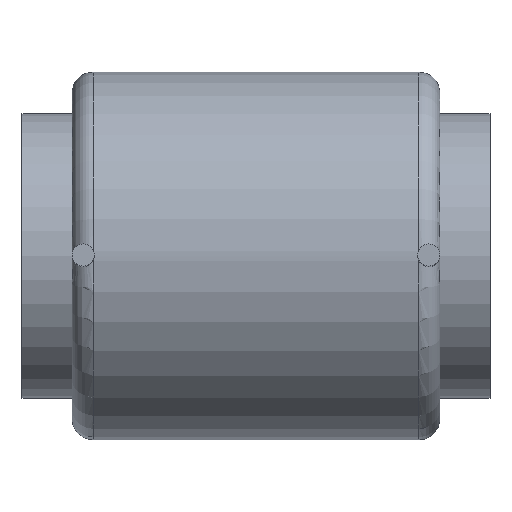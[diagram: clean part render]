
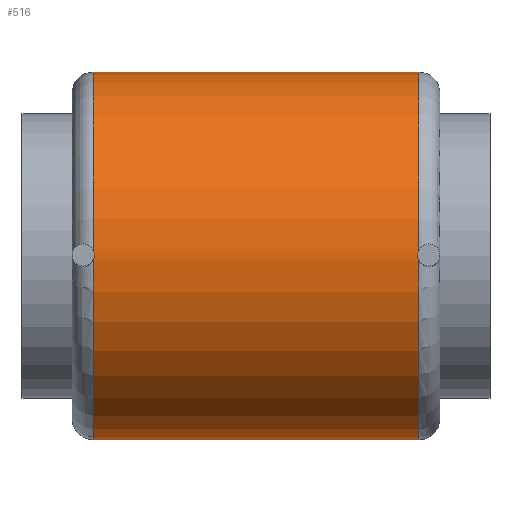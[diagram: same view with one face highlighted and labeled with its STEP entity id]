
A CAD part, top view. The second image highlights one B-rep face of the part: STEP entity #516.
In plain terms, the highlighted cylindrical face has radius 11.176 mm (diameter 22.352 mm), a partial arc.
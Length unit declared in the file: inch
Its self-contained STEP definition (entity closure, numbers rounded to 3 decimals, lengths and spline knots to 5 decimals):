
#74=CARTESIAN_POINT('',(0.39,0.01225,0.43983));
#89=CARTESIAN_POINT('',(0.39,-0.01225,0.43983));
#123=DIRECTION('',(1.,0.,0.));
#124=VECTOR('',#123,0.78);
#125=CARTESIAN_POINT('',(-0.39,-0.44,0.));
#126=LINE('',#125,#124);
#127=CARTESIAN_POINT('',(-0.39,-0.01225,0.43983));
#128=CARTESIAN_POINT('',(-0.38951,-0.01131,
0.43986));
#129=CARTESIAN_POINT('',(-0.38865,-0.00938,
0.4399));
#130=CARTESIAN_POINT('',(-0.38768,-0.00625,
0.43996));
#131=CARTESIAN_POINT('',(-0.38711,-0.00304,
0.43999));
#132=CARTESIAN_POINT('',(-0.387,-0.001,0.44));
#133=CARTESIAN_POINT('',(-0.387,0.,0.44));
#135=CARTESIAN_POINT('',(-0.387,0.,0.44));
#136=CARTESIAN_POINT('',(-0.387,0.00099,0.44));
#137=CARTESIAN_POINT('',(-0.38711,0.003,
0.43999));
#138=CARTESIAN_POINT('',(-0.38767,0.00624,
0.43996));
#139=CARTESIAN_POINT('',(-0.38865,0.0094,
0.4399));
#140=CARTESIAN_POINT('',(-0.38952,0.01132,
0.43986));
#141=CARTESIAN_POINT('',(-0.39,0.01225,0.43983));
#143=CARTESIAN_POINT('',(-0.39,0.,0.));
#144=DIRECTION('',(-1.,0.,0.));
#145=DIRECTION('',(0.,0.028,1.));
#146=AXIS2_PLACEMENT_3D('',#143,#144,#145);
#148=DIRECTION('',(1.,0.,0.));
#149=VECTOR('',#148,0.78);
#150=CARTESIAN_POINT('',(-0.39,0.44,0.));
#151=LINE('',#150,#149);
#152=CARTESIAN_POINT('',(0.39,0.,0.));
#153=DIRECTION('',(1.,0.,0.));
#154=DIRECTION('',(0.,1.,0.));
#155=AXIS2_PLACEMENT_3D('',#152,#153,#154);
#157=CARTESIAN_POINT('',(0.39,0.01225,0.43983));
#158=CARTESIAN_POINT('',(0.38951,0.01131,
0.43986));
#159=CARTESIAN_POINT('',(0.38865,0.00938,
0.4399));
#160=CARTESIAN_POINT('',(0.38768,0.00624,
0.43996));
#161=CARTESIAN_POINT('',(0.38711,0.00304,
0.43999));
#162=CARTESIAN_POINT('',(0.387,0.001,0.44));
#163=CARTESIAN_POINT('',(0.387,0.,0.44));
#165=CARTESIAN_POINT('',(0.387,0.,0.44));
#166=CARTESIAN_POINT('',(0.387,-0.00099,0.44));
#167=CARTESIAN_POINT('',(0.38711,-0.003,
0.43999));
#168=CARTESIAN_POINT('',(0.38767,-0.00624,
0.43996));
#169=CARTESIAN_POINT('',(0.38865,-0.0094,
0.4399));
#170=CARTESIAN_POINT('',(0.38952,-0.01132,
0.43986));
#171=CARTESIAN_POINT('',(0.39,-0.01225,0.43983));
#173=CARTESIAN_POINT('',(0.39,0.,0.));
#174=DIRECTION('',(1.,0.,0.));
#175=DIRECTION('',(0.,-0.028,1.));
#176=AXIS2_PLACEMENT_3D('',#173,#174,#175);
#178=CARTESIAN_POINT('',(-0.39,0.,0.));
#179=DIRECTION('',(-1.,0.,0.));
#180=DIRECTION('',(0.,-1.,0.));
#181=AXIS2_PLACEMENT_3D('',#178,#179,#180);
#209=CARTESIAN_POINT('',(-0.39,-0.01225,0.43983));
#216=CARTESIAN_POINT('',(-0.39,0.01225,0.43983));
#285=CARTESIAN_POINT('',(0.39,-0.44,0.));
#286=CARTESIAN_POINT('',(0.39,0.44,0.));
#287=VERTEX_POINT('',#285);
#288=VERTEX_POINT('',#286);
#289=CARTESIAN_POINT('',(-0.39,0.44,0.));
#290=CARTESIAN_POINT('',(-0.39,-0.44,0.));
#291=VERTEX_POINT('',#289);
#292=VERTEX_POINT('',#290);
#305=VERTEX_POINT('',#89);
#307=VERTEX_POINT('',#74);
#309=VERTEX_POINT('',#209);
#310=VERTEX_POINT('',#216);
#311=CARTESIAN_POINT('',(-0.387,0.,0.44));
#312=VERTEX_POINT('',#311);
#313=CARTESIAN_POINT('',(0.387,0.,0.44));
#314=VERTEX_POINT('',#313);
#495=CARTESIAN_POINT('',(-0.44,0.,0.));
#496=DIRECTION('',(1.,0.,0.));
#497=DIRECTION('',(0.,-1.,0.));
#498=AXIS2_PLACEMENT_3D('',#495,#496,#497);
#499=CYLINDRICAL_SURFACE('',#498,0.44);
#501=ORIENTED_EDGE('',*,*,#500,.T.);
#503=ORIENTED_EDGE('',*,*,#502,.T.);
#505=ORIENTED_EDGE('',*,*,#504,.T.);
#506=ORIENTED_EDGE('',*,*,#486,.T.);
#507=ORIENTED_EDGE('',*,*,#424,.T.);
#508=ORIENTED_EDGE('',*,*,#444,.T.);
#509=ORIENTED_EDGE('',*,*,#456,.T.);
#510=ORIENTED_EDGE('',*,*,#472,.T.);
#511=ORIENTED_EDGE('',*,*,#490,.F.);
#513=ORIENTED_EDGE('',*,*,#512,.T.);
#514=EDGE_LOOP('',(#501,#503,#505,#506,#507,#508,#509,#510,#511,#513));
#515=FACE_OUTER_BOUND('',#514,.F.);
#134=B_SPLINE_CURVE_WITH_KNOTS('',3,(#127,#128,#129,#130,#131,#132,#133),
.UNSPECIFIED.,.F.,.F.,(4,1,1,1,4),(0.,0.25,0.5,0.75,1.),
.UNSPECIFIED.);
#142=B_SPLINE_CURVE_WITH_KNOTS('',3,(#135,#136,#137,#138,#139,#140,#141),
.UNSPECIFIED.,.F.,.F.,(4,1,1,1,4),(0.,0.25,0.5,0.75,1.),
.UNSPECIFIED.);
#147=CIRCLE('',#146,0.44);
#156=CIRCLE('',#155,0.44);
#164=B_SPLINE_CURVE_WITH_KNOTS('',3,(#157,#158,#159,#160,#161,#162,#163),
.UNSPECIFIED.,.F.,.F.,(4,1,1,1,4),(0.,0.25,0.5,0.75,1.),
.UNSPECIFIED.);
#172=B_SPLINE_CURVE_WITH_KNOTS('',3,(#165,#166,#167,#168,#169,#170,#171),
.UNSPECIFIED.,.F.,.F.,(4,1,1,1,4),(0.,0.25,0.5,0.75,1.),
.UNSPECIFIED.);
#177=CIRCLE('',#176,0.44);
#182=CIRCLE('',#181,0.44);
#424=EDGE_CURVE('',#288,#307,#156,.T.);
#444=EDGE_CURVE('',#307,#314,#164,.T.);
#456=EDGE_CURVE('',#314,#305,#172,.T.);
#472=EDGE_CURVE('',#305,#287,#177,.T.);
#486=EDGE_CURVE('',#291,#288,#151,.T.);
#490=EDGE_CURVE('',#292,#287,#126,.T.);
#500=EDGE_CURVE('',#309,#312,#134,.T.);
#502=EDGE_CURVE('',#312,#310,#142,.T.);
#504=EDGE_CURVE('',#310,#291,#147,.T.);
#512=EDGE_CURVE('',#292,#309,#182,.T.);
#516=ADVANCED_FACE('',(#515),#499,.T.);
